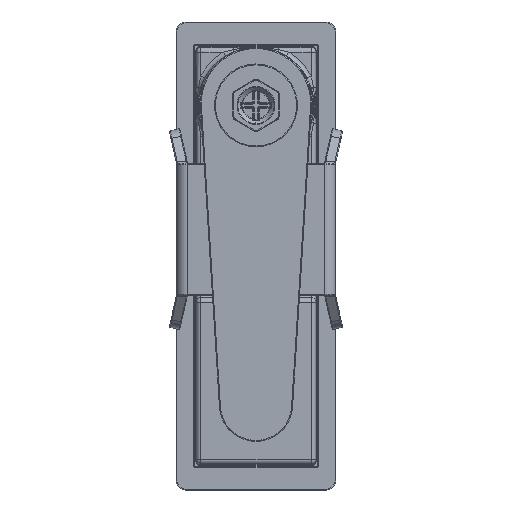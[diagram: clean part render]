
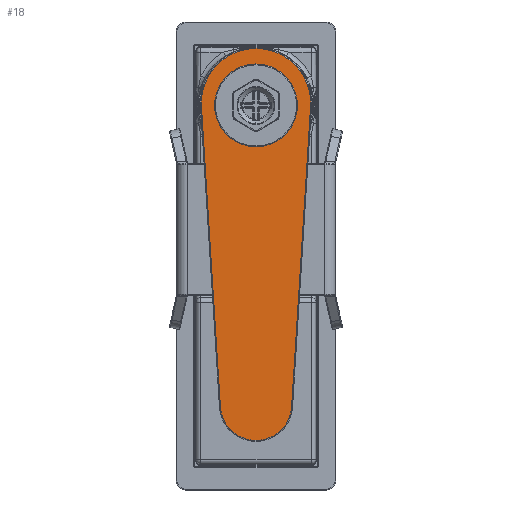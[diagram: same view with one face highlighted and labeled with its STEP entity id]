
A CAD part, front view. The second image highlights one B-rep face of the part: STEP entity #18.
In plain terms, the highlighted face is planar.
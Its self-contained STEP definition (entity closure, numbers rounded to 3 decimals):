
#18 = ADVANCED_FACE ( 'NONE', ( #47503, #47576 ), #47502, .T. ) ;
#19 = VERTEX_POINT ( 'NONE', #47594 ) ;
#20 = EDGE_LOOP ( 'NONE', ( #23, #22, #26, #52, #29, #58 ) ) ;
#21 = EDGE_CURVE ( 'NONE', #63, #51512, #47547, .T. ) ;
#22 = ORIENTED_EDGE ( 'NONE', *, *, #21, .T. ) ;
#23 = ORIENTED_EDGE ( 'NONE', *, *, #67, .T. ) ;
#25 = VERTEX_POINT ( 'NONE', #47575 ) ;
#26 = ORIENTED_EDGE ( 'NONE', *, *, #51519, .T. ) ;
#27 = EDGE_CURVE ( 'NONE', #51508, #70, #47553, .T. ) ;
#28 = EDGE_LOOP ( 'NONE', ( #59, #66, #60, #91, #61, #64, #49, #95, #94 ) ) ;
#29 = ORIENTED_EDGE ( 'NONE', *, *, #27, .T. ) ;
#48 = VERTEX_POINT ( 'NONE', #47719 ) ;
#49 = ORIENTED_EDGE ( 'NONE', *, *, #51, .F. ) ;
#50 = EDGE_CURVE ( 'NONE', #48, #97, #47721, .T. ) ;
#51 = EDGE_CURVE ( 'NONE', #48, #65, #47692, .T. ) ;
#52 = ORIENTED_EDGE ( 'NONE', *, *, #51517, .T. ) ;
#53 = EDGE_CURVE ( 'NONE', #19, #25, #47693, .T. ) ;
#55 = EDGE_CURVE ( 'NONE', #51399, #25, #47694, .T. ) ;
#56 = EDGE_CURVE ( 'NONE', #70, #62, #47772, .T. ) ;
#57 = VERTEX_POINT ( 'NONE', #47771 ) ;
#58 = ORIENTED_EDGE ( 'NONE', *, *, #56, .T. ) ;
#59 = ORIENTED_EDGE ( 'NONE', *, *, #51404, .F. ) ;
#60 = ORIENTED_EDGE ( 'NONE', *, *, #53, .F. ) ;
#61 = ORIENTED_EDGE ( 'NONE', *, *, #96, .F. ) ;
#62 = VERTEX_POINT ( 'NONE', #47704 ) ;
#63 = VERTEX_POINT ( 'NONE', #47680 ) ;
#64 = ORIENTED_EDGE ( 'NONE', *, *, #76, .T. ) ;
#65 = VERTEX_POINT ( 'NONE', #47696 ) ;
#66 = ORIENTED_EDGE ( 'NONE', *, *, #55, .T. ) ;
#67 = EDGE_CURVE ( 'NONE', #62, #63, #47767, .T. ) ;
#68 = VERTEX_POINT ( 'NONE', #47673 ) ;
#70 = VERTEX_POINT ( 'NONE', #47761 ) ;
#76 = EDGE_CURVE ( 'NONE', #68, #65, #47739, .T. ) ;
#90 = EDGE_CURVE ( 'NONE', #19, #57, #47814, .T. ) ;
#91 = ORIENTED_EDGE ( 'NONE', *, *, #90, .T. ) ;
#94 = ORIENTED_EDGE ( 'NONE', *, *, #99, .F. ) ;
#95 = ORIENTED_EDGE ( 'NONE', *, *, #50, .T. ) ;
#96 = EDGE_CURVE ( 'NONE', #68, #57, #47731, .T. ) ;
#97 = VERTEX_POINT ( 'NONE', #47786 ) ;
#99 = EDGE_CURVE ( 'NONE', #51400, #97, #47798, .T. ) ;
#47487 = DIRECTION ( 'NONE',  ( 0., 0., 1. ) ) ;
#47502 = PLANE ( 'NONE',  #47585 ) ;
#47503 = FACE_OUTER_BOUND ( 'NONE', #20, .T. ) ;
#47528 = AXIS2_PLACEMENT_3D ( 'NONE', #47538, #47667, #47666 ) ;
#47538 = CARTESIAN_POINT ( 'NONE',  ( 0., 36.324, 3. ) ) ;
#47542 = DIRECTION ( 'NONE',  ( 0.063, 0.998, 0. ) ) ;
#47544 = VECTOR ( 'NONE', #47542, 1000. ) ;
#47545 = CARTESIAN_POINT ( 'NONE',  ( 11.777, 35.581, 3. ) ) ;
#47547 = LINE ( 'NONE', #47545, #47544 ) ;
#47553 = CIRCLE ( 'NONE', #47528, 11.8 ) ;
#47556 = DIRECTION ( 'NONE',  ( 1., 0., 0. ) ) ;
#47565 = CARTESIAN_POINT ( 'NONE',  ( 0., 36.324, 3. ) ) ;
#47575 = CARTESIAN_POINT ( 'NONE',  ( 0.283, 28.541, 3. ) ) ;
#47576 = FACE_BOUND ( 'NONE', #28, .T. ) ;
#47585 = AXIS2_PLACEMENT_3D ( 'NONE', #47565, #47487, #47556 ) ;
#47594 = CARTESIAN_POINT ( 'NONE',  ( -0.283, 28.541, 3. ) ) ;
#47666 = DIRECTION ( 'NONE',  ( 1., 0., 0. ) ) ;
#47667 = DIRECTION ( 'NONE',  ( 0., 0., 1. ) ) ;
#47673 = CARTESIAN_POINT ( 'NONE',  ( -7.283, 36.107, 3. ) ) ;
#47675 = DIRECTION ( 'NONE',  ( 1., 0., 0. ) ) ;
#47677 = DIRECTION ( 'NONE',  ( 0., 0., 1. ) ) ;
#47680 = CARTESIAN_POINT ( 'NONE',  ( 7.685, -29.261, 3. ) ) ;
#47684 = CARTESIAN_POINT ( 'NONE',  ( 0., 28.824, 3. ) ) ;
#47686 = DIRECTION ( 'NONE',  ( 1., 0., 0. ) ) ;
#47687 = DIRECTION ( 'NONE',  ( 0., 0., 1. ) ) ;
#47689 = CARTESIAN_POINT ( 'NONE',  ( 0., 42.825, 3. ) ) ;
#47691 = AXIS2_PLACEMENT_3D ( 'NONE', #47689, #47687, #47686 ) ;
#47692 = CIRCLE ( 'NONE', #47691, 0.4 ) ;
#47693 = CIRCLE ( 'NONE', #47706, 0.4 ) ;
#47694 = LINE ( 'NONE', #47777, #47776 ) ;
#47696 = CARTESIAN_POINT ( 'NONE',  ( -0.283, 43.108, 3. ) ) ;
#47698 = DIRECTION ( 'NONE',  ( 0.707, -0.707, 0. ) ) ;
#47700 = VECTOR ( 'NONE', #47698, 1000. ) ;
#47702 = CARTESIAN_POINT ( 'NONE',  ( 7.425, 35.966, 3. ) ) ;
#47704 = CARTESIAN_POINT ( 'NONE',  ( -7.685, -29.261, 3. ) ) ;
#47706 = AXIS2_PLACEMENT_3D ( 'NONE', #47684, #47677, #47675 ) ;
#47719 = CARTESIAN_POINT ( 'NONE',  ( 0.283, 43.108, 3. ) ) ;
#47721 = LINE ( 'NONE', #47702, #47700 ) ;
#47731 = CIRCLE ( 'NONE', #47782, 0.4 ) ;
#47733 = CARTESIAN_POINT ( 'NONE',  ( -7., 35.824, 3. ) ) ;
#47735 = DIRECTION ( 'NONE',  ( 0.707, 0.707, 0. ) ) ;
#47736 = VECTOR ( 'NONE', #47735, 1000. ) ;
#47738 = CARTESIAN_POINT ( 'NONE',  ( -0.141, 43.249, 3. ) ) ;
#47739 = LINE ( 'NONE', #47738, #47736 ) ;
#47754 = DIRECTION ( 'NONE',  ( 1., 0., 0. ) ) ;
#47756 = DIRECTION ( 'NONE',  ( 0., 0., 1. ) ) ;
#47758 = CARTESIAN_POINT ( 'NONE',  ( 0., -28.776, 3. ) ) ;
#47759 = AXIS2_PLACEMENT_3D ( 'NONE', #47758, #47756, #47754 ) ;
#47761 = CARTESIAN_POINT ( 'NONE',  ( -11.777, 35.581, 3. ) ) ;
#47767 = CIRCLE ( 'NONE', #47759, 7.7 ) ;
#47768 = DIRECTION ( 'NONE',  ( 0.063, -0.998, 0. ) ) ;
#47769 = VECTOR ( 'NONE', #47768, 1000. ) ;
#47770 = CARTESIAN_POINT ( 'NONE',  ( -7.685, -29.261, 3. ) ) ;
#47771 = CARTESIAN_POINT ( 'NONE',  ( -7.283, 35.542, 3. ) ) ;
#47772 = LINE ( 'NONE', #47770, #47769 ) ;
#47775 = DIRECTION ( 'NONE',  ( -0.707, -0.707, 0. ) ) ;
#47776 = VECTOR ( 'NONE', #47775, 1000. ) ;
#47777 = CARTESIAN_POINT ( 'NONE',  ( 0.141, 28.4, 3. ) ) ;
#47779 = AXIS2_PLACEMENT_3D ( 'NONE', #47895, #47893, #47891 ) ;
#47780 = DIRECTION ( 'NONE',  ( 1., 0., 0. ) ) ;
#47781 = DIRECTION ( 'NONE',  ( 0., 0., 1. ) ) ;
#47782 = AXIS2_PLACEMENT_3D ( 'NONE', #47733, #47781, #47780 ) ;
#47786 = CARTESIAN_POINT ( 'NONE',  ( 7.283, 36.107, 3. ) ) ;
#47790 = DIRECTION ( 'NONE',  ( -0.707, 0.707, 0. ) ) ;
#47792 = VECTOR ( 'NONE', #47790, 1000. ) ;
#47798 = CIRCLE ( 'NONE', #47779, 0.4 ) ;
#47812 = CARTESIAN_POINT ( 'NONE',  ( -7.425, 35.683, 3. ) ) ;
#47814 = LINE ( 'NONE', #47812, #47792 ) ;
#47891 = DIRECTION ( 'NONE',  ( 1., 0., 0. ) ) ;
#47893 = DIRECTION ( 'NONE',  ( 0., 0., 1. ) ) ;
#47895 = CARTESIAN_POINT ( 'NONE',  ( 7., 35.824, 3. ) ) ;
#50428 = CARTESIAN_POINT ( 'NONE',  ( 7.4, 35.824, 3. ) ) ;
#50468 = DIRECTION ( 'NONE',  ( 1., 0., 0. ) ) ;
#50469 = DIRECTION ( 'NONE',  ( 0., 0., 1. ) ) ;
#50470 = AXIS2_PLACEMENT_3D ( 'NONE', #50477, #50469, #50468 ) ;
#50477 = CARTESIAN_POINT ( 'NONE',  ( 7., 35.824, 3. ) ) ;
#50483 = CARTESIAN_POINT ( 'NONE',  ( 7.283, 35.542, 3. ) ) ;
#50485 = CIRCLE ( 'NONE', #50470, 0.4 ) ;
#50634 = CARTESIAN_POINT ( 'NONE',  ( 0., 36.324, 3. ) ) ;
#50640 = CARTESIAN_POINT ( 'NONE',  ( 11.777, 35.581, 3. ) ) ;
#50650 = CARTESIAN_POINT ( 'NONE',  ( 11.8, 36.324, 3. ) ) ;
#50661 = CARTESIAN_POINT ( 'NONE',  ( -11.8, 36.324, 3. ) ) ;
#50687 = DIRECTION ( 'NONE',  ( 1., 0., 0. ) ) ;
#50688 = DIRECTION ( 'NONE',  ( 0., 0., 1. ) ) ;
#50689 = CARTESIAN_POINT ( 'NONE',  ( 0., 36.324, 3. ) ) ;
#50690 = AXIS2_PLACEMENT_3D ( 'NONE', #50689, #50688, #50687 ) ;
#50691 = CIRCLE ( 'NONE', #50690, 11.8 ) ;
#50693 = DIRECTION ( 'NONE',  ( 1., 0., 0. ) ) ;
#50694 = DIRECTION ( 'NONE',  ( 0., 0., 1. ) ) ;
#50695 = AXIS2_PLACEMENT_3D ( 'NONE', #50634, #50694, #50693 ) ;
#50696 = CIRCLE ( 'NONE', #50695, 11.8 ) ;
#51399 = VERTEX_POINT ( 'NONE', #50483 ) ;
#51400 = VERTEX_POINT ( 'NONE', #50428 ) ;
#51404 = EDGE_CURVE ( 'NONE', #51399, #51400, #50485, .T. ) ;
#51508 = VERTEX_POINT ( 'NONE', #50661 ) ;
#51509 = VERTEX_POINT ( 'NONE', #50650 ) ;
#51512 = VERTEX_POINT ( 'NONE', #50640 ) ;
#51517 = EDGE_CURVE ( 'NONE', #51509, #51508, #50696, .T. ) ;
#51519 = EDGE_CURVE ( 'NONE', #51512, #51509, #50691, .T. ) ;
